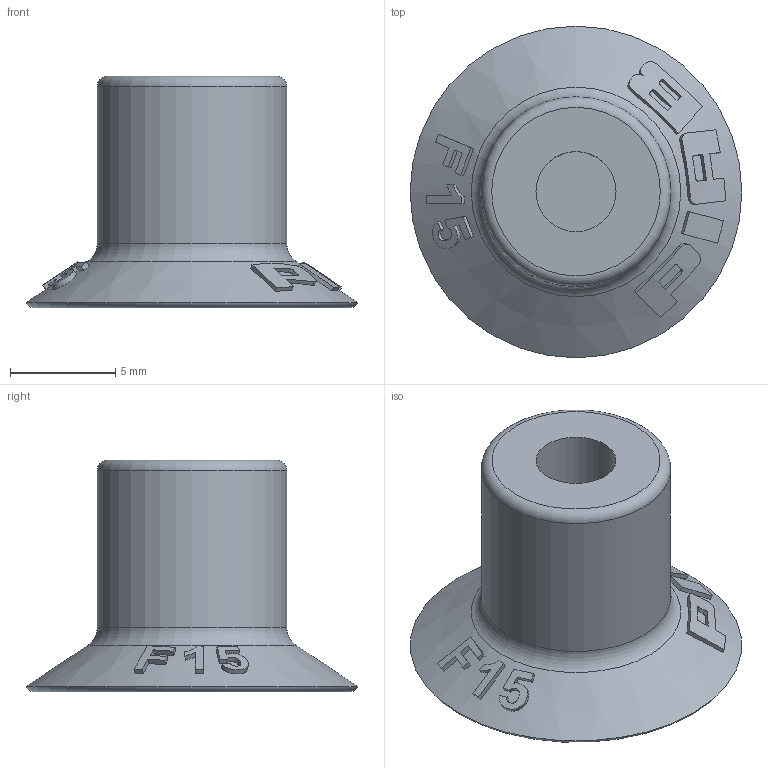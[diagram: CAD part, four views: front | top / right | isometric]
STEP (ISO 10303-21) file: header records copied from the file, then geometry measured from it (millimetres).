
FILE_DESCRIPTION( ( 'Unknown' ), '1' );
FILE_NAME( 'SE-0412709.stp', 'Unknown', ( 'Unknown' ), ( 'Unknown' ), 'PSStep 17.0.49', 'Unknown', ' ' );
FILE_SCHEMA( ( 'AUTOMOTIVE_DESIGN { 1 0 10303 214 1 1 1 1 }' ) );
Length unit declared in the file: millimetre
Products named in the file (1): 1
Bounding box: 15.74 x 15.74 x 11 mm (x, y, z)
Volume: 816.1 mm3; surface area: 737.8 mm2
Topology: 1 solids, 1 shells, 103 faces, 263 edges, 174 vertices
Faces by surface type: bspline 81, cone 12, plane 4, torus 3, cylinder 3
Full cylindrical faces by diameter (mm): 3.8 x1, 5 x1, 9 x1
Entity records: 4588 total; most frequent: CARTESIAN_POINT 2009, ORIENTED_EDGE 506, EDGE_CURVE 253, B_SPLINE_CURVE_WITH_KNOTS 243, VERTEX_POINT 172, EDGE_LOOP 123, FACE_OUTER_BOUND 109, STYLED_ITEM 103
